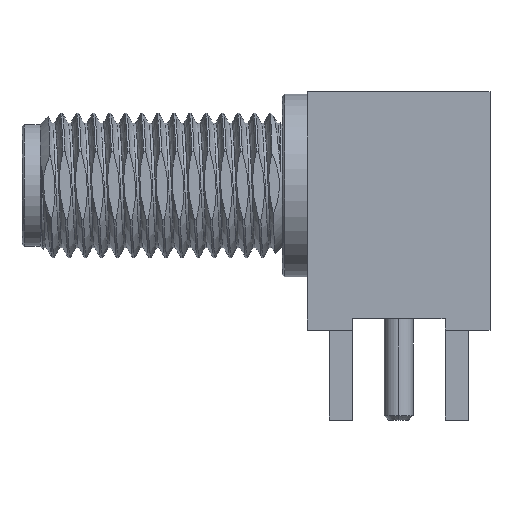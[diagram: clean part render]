
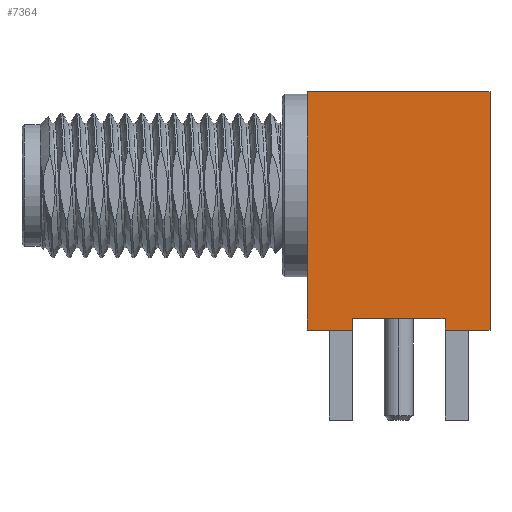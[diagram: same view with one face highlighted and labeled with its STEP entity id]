
A CAD part, top view. The second image highlights one B-rep face of the part: STEP entity #7364.
In plain terms, the highlighted planar face has unit normal (0, 0, 1).
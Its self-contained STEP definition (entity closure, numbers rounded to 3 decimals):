
#5=DIRECTION('',(-1.,0.,0.));
#6=VECTOR('',#5,8.);
#7=CARTESIAN_POINT('',(4.,4.099,4.));
#8=LINE('',#7,#6);
#161=DIRECTION('',(0.,-1.,0.));
#162=VECTOR('',#161,4.099);
#163=CARTESIAN_POINT('',(-4.,4.099,4.));
#164=LINE('',#163,#162);
#223=DIRECTION('',(0.,-1.,0.));
#224=VECTOR('',#223,6.341);
#225=CARTESIAN_POINT('',(-4.,0.,4.));
#226=LINE('',#225,#224);
#287=DIRECTION('',(-1.,0.,0.));
#288=VECTOR('',#287,4.06);
#289=CARTESIAN_POINT('',(2.03,-5.841,4.));
#290=LINE('',#289,#288);
#291=DIRECTION('',(0.,1.,0.));
#292=VECTOR('',#291,0.5);
#293=CARTESIAN_POINT('',(-2.03,-6.341,4.));
#294=LINE('',#293,#292);
#295=DIRECTION('',(0.,-1.,0.));
#296=VECTOR('',#295,10.44);
#297=CARTESIAN_POINT('',(4.,4.099,4.));
#298=LINE('',#297,#296);
#299=DIRECTION('',(0.,1.,0.));
#300=VECTOR('',#299,0.5);
#301=CARTESIAN_POINT('',(2.03,-6.341,4.));
#302=LINE('',#301,#300);
#327=DIRECTION('',(-1.,0.,0.));
#328=VECTOR('',#327,1.97);
#329=CARTESIAN_POINT('',(-2.03,-6.341,4.));
#330=LINE('',#329,#328);
#371=DIRECTION('',(-1.,0.,0.));
#372=VECTOR('',#371,1.97);
#373=CARTESIAN_POINT('',(4.,-6.341,4.));
#374=LINE('',#373,#372);
#6600=CARTESIAN_POINT('',(4.,4.099,4.));
#6602=VERTEX_POINT('',#6600);
#6603=CARTESIAN_POINT('',(-4.,4.099,4.));
#6604=VERTEX_POINT('',#6603);
#6609=CARTESIAN_POINT('',(4.,-6.341,4.));
#6610=VERTEX_POINT('',#6609);
#6636=CARTESIAN_POINT('',(-4.,0.,4.));
#6638=VERTEX_POINT('',#6636);
#6761=CARTESIAN_POINT('',(-4.,-6.341,4.));
#6762=VERTEX_POINT('',#6761);
#6773=CARTESIAN_POINT('',(2.03,-5.841,4.));
#6774=CARTESIAN_POINT('',(-2.03,-5.841,4.));
#6775=VERTEX_POINT('',#6773);
#6776=VERTEX_POINT('',#6774);
#6777=CARTESIAN_POINT('',(-2.03,-6.341,4.));
#6778=VERTEX_POINT('',#6777);
#6779=CARTESIAN_POINT('',(2.03,-6.341,4.));
#6780=VERTEX_POINT('',#6779);
#7344=CARTESIAN_POINT('',(4.,4.099,4.));
#7345=DIRECTION('',(0.,0.,1.));
#7346=DIRECTION('',(-1.,0.,0.));
#7347=AXIS2_PLACEMENT_3D('',#7344,#7345,#7346);
#7348=PLANE('',#7347);
#7349=ORIENTED_EDGE('',*,*,#7012,.T.);
#7351=ORIENTED_EDGE('',*,*,#7350,.F.);
#7353=ORIENTED_EDGE('',*,*,#7352,.T.);
#7354=ORIENTED_EDGE('',*,*,#7245,.F.);
#7355=ORIENTED_EDGE('',*,*,#7151,.F.);
#7356=ORIENTED_EDGE('',*,*,#6958,.F.);
#7357=ORIENTED_EDGE('',*,*,#6978,.T.);
#7359=ORIENTED_EDGE('',*,*,#7358,.T.);
#7361=ORIENTED_EDGE('',*,*,#7360,.T.);
#7362=EDGE_LOOP('',(#7349,#7351,#7353,#7354,#7355,#7356,#7357,#7359,#7361));
#7363=FACE_OUTER_BOUND('',#7362,.F.);
#7364=ADVANCED_FACE('',(#7363),#7348,.T.);
#6958=EDGE_CURVE('',#6602,#6604,#8,.T.);
#6978=EDGE_CURVE('',#6602,#6610,#298,.T.);
#7012=EDGE_CURVE('',#6775,#6776,#290,.T.);
#7151=EDGE_CURVE('',#6604,#6638,#164,.T.);
#7245=EDGE_CURVE('',#6638,#6762,#226,.T.);
#7350=EDGE_CURVE('',#6778,#6776,#294,.T.);
#7352=EDGE_CURVE('',#6778,#6762,#330,.T.);
#7358=EDGE_CURVE('',#6610,#6780,#374,.T.);
#7360=EDGE_CURVE('',#6780,#6775,#302,.T.);
